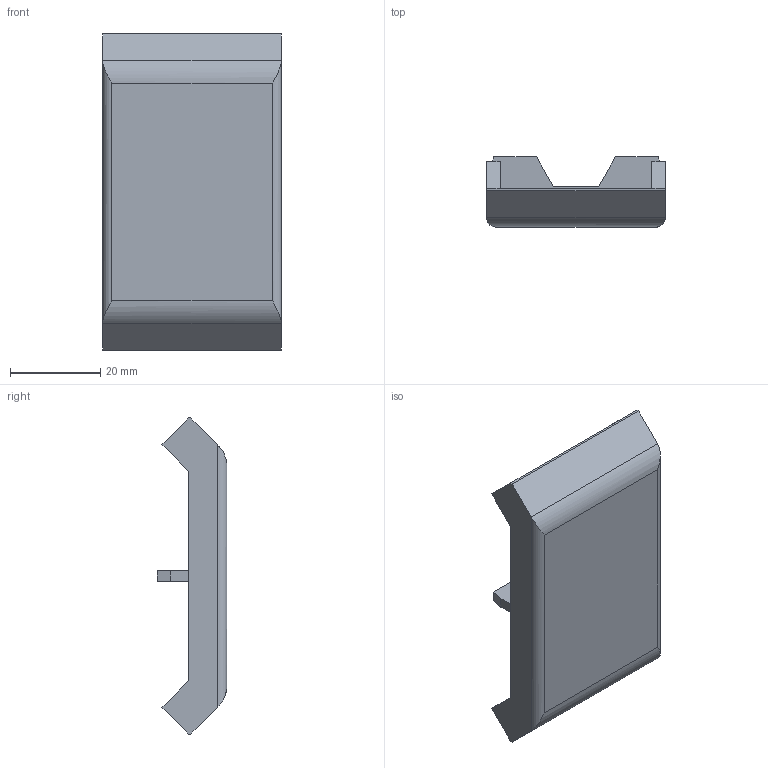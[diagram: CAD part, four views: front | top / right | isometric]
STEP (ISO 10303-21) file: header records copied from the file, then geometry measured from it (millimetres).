
FILE_DESCRIPTION((''),'2;1');
FILE_NAME('11104_POKROV_KOT_45X45_PA_CRN','2022-09-16T13:40:26',('PredragRovcanin'),('Audax d.o.o.'),'CREO PARAMETRIC BY PTC INC, 2020281','CREO PARAMETRIC BY PTC INC, 2020281','');
FILE_SCHEMA(('AUTOMOTIVE_DESIGN { 1 0 10303 214 1 1 1 1 }'));
Length unit declared in the file: millimetre
Products named in the file (1): 11104_POKROV_KOT_45X45_PA_CRN
Bounding box: 39.6 x 15.5 x 70 mm (x, y, z)
Volume: 11304.7 mm3; surface area: 8645.9 mm2
Topology: 1 solids, 1 shells, 48 faces, 135 edges, 90 vertices
Faces by surface type: plane 42, cylinder 6
Entity records: 2556 total; most frequent: COLOUR_RGB 321, CARTESIAN_POINT 317, ORIENTED_EDGE 268, DIRECTION 247, PRESENTATION_STYLE_ASSIGNMENT 142, STYLED_ITEM 142, CURVE_STYLE 141, EDGE_CURVE 134
